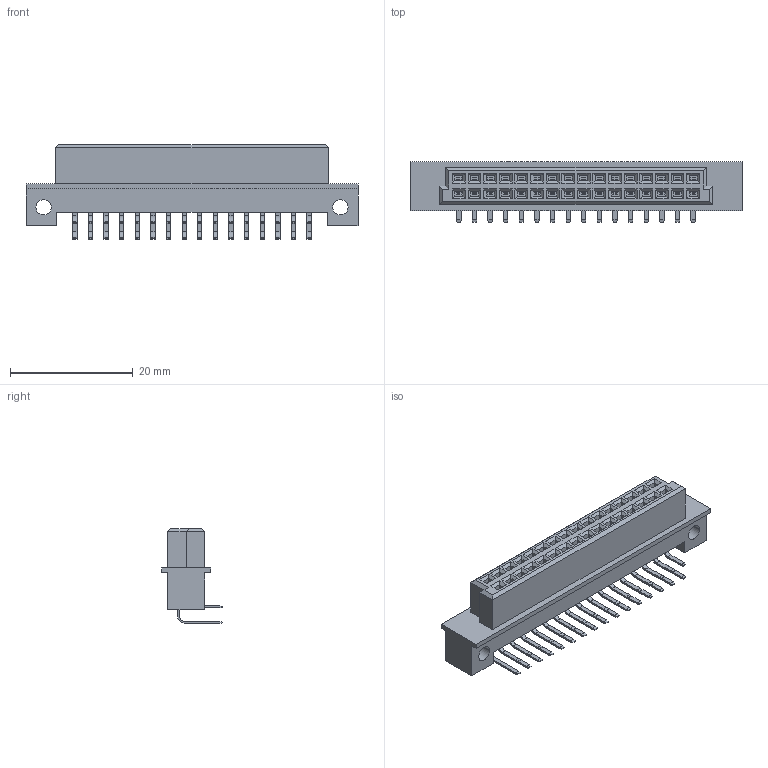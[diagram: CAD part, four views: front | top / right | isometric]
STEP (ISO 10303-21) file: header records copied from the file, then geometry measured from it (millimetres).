
FILE_DESCRIPTION (( 'STEP AP203' ), '1' );
FILE_NAME ('462-032-660-212.STEP', '2019-11-11T15:27:11', ( '' ), ( '' ), 'SwSTEP 2.0', 'SolidWorks 2020', '' );
FILE_SCHEMA (( 'CONFIG_CONTROL_DESIGN' ));
Length unit declared in the file: millimetre
Products named in the file (4): 462-290-1; 462-290-2; 462 Part_32; 462-032-660-212
Assembly tree (33 placements, depth 2):
  462-032-660-212
    462 Part_32
    462-290-1  x16
    462-290-2  x16
Bounding box: 54 x 9.9 x 15.43 mm (x, y, z)
Volume: 3117.2 mm3; surface area: 4074 mm2
Topology: 33 solids, 33 shells, 899 faces, 2136 edges, 1336 vertices
Faces by surface type: plane 831, cylinder 68
Entity records: 15144 total; most frequent: CARTESIAN_POINT 2427, ORIENTED_EDGE 2352, DIRECTION 2222, EDGE_CURVE 1176, VECTOR 1160, LINE 1160, VERTEX_POINT 736, EDGE_LOOP 580
